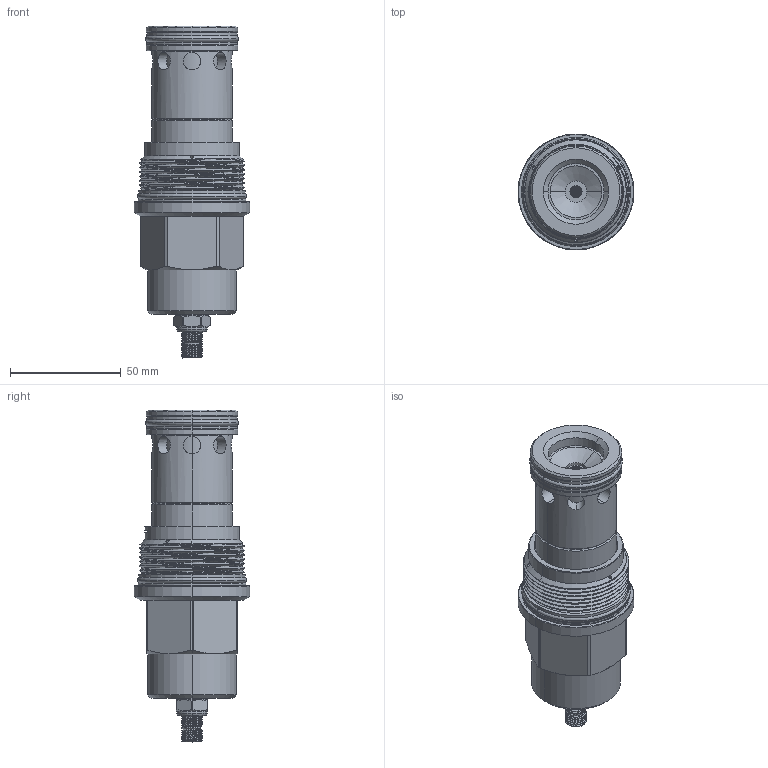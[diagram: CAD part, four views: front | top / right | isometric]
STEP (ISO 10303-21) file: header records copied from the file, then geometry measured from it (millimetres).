
FILE_DESCRIPTION (( 'STEP AP203' ), '1' );
FILE_NAME ('RQ18A20-L.STEP', '2020-03-24T02:38:57', ( '' ), ( '' ), 'SwSTEP 2.0', 'SolidWorks 2018', '' );
FILE_SCHEMA (( 'CONFIG_CONTROL_DESIGN' ));
Length unit declared in the file: millimetre
Products named in the file (1): RQ18A20-L
Bounding box: 52.37 x 52.37 x 150.02 mm (x, y, z)
Volume: 171844.5 mm3; surface area: 31406.8 mm2
Topology: 7 solids, 10 shells, 735 faces, 2005 edges, 1273 vertices
Faces by surface type: cylinder 553, plane 61, cone 57, torus 51, bspline 9, sphere 4
Entity records: 55921 total; most frequent: CARTESIAN_POINT 38325, ORIENTED_EDGE 3998, DIRECTION 2835, EDGE_CURVE 1999, VERTEX_POINT 1272, EDGE_LOOP 1135, AXIS2_PLACEMENT_3D 1095, B_SPLINE_CURVE_WITH_KNOTS 909
